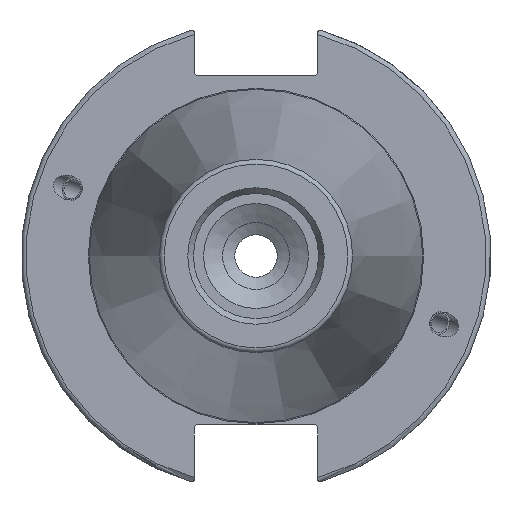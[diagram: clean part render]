
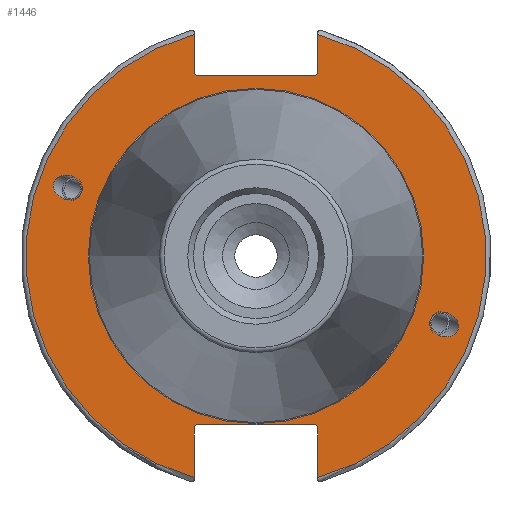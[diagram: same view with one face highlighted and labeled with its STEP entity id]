
A CAD part, left-side view. The second image highlights one B-rep face of the part: STEP entity #1446.
In plain terms, the highlighted planar face has unit normal (-1, 0, 0).
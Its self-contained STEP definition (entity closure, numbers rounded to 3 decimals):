
#65=FACE_BOUND('',#284,.T.);
#66=FACE_BOUND('',#285,.T.);
#67=FACE_BOUND('',#286,.T.);
#83=PLANE('',#1612);
#119=ELLIPSE('',#1568,3.052,2.5);
#120=ELLIPSE('',#1602,3.052,2.5);
#188=FACE_OUTER_BOUND('',#283,.T.);
#283=EDGE_LOOP('',(#1149,#1150,#1151,#1152,#1153,#1154,#1155,#1156,#1157,
#1158,#1159,#1160));
#284=EDGE_LOOP('',(#1161));
#285=EDGE_LOOP('',(#1162));
#286=EDGE_LOOP('',(#1163));
#380=LINE('',#2495,#473);
#381=LINE('',#2497,#474);
#382=LINE('',#2499,#475);
#383=LINE('',#2501,#476);
#384=LINE('',#2503,#477);
#385=LINE('',#2507,#478);
#386=LINE('',#2509,#479);
#387=LINE('',#2511,#480);
#388=LINE('',#2513,#481);
#389=LINE('',#2514,#482);
#473=VECTOR('',#1930,10.);
#474=VECTOR('',#1931,10.);
#475=VECTOR('',#1932,10.);
#476=VECTOR('',#1933,10.);
#477=VECTOR('',#1934,10.);
#478=VECTOR('',#1937,10.);
#479=VECTOR('',#1938,10.);
#480=VECTOR('',#1939,10.);
#481=VECTOR('',#1940,10.);
#482=VECTOR('',#1941,10.);
#570=CIRCLE('',#1610,35.125);
#572=CIRCLE('',#1613,48.213);
#573=CIRCLE('',#1614,48.213);
#638=VERTEX_POINT('',#2233);
#681=VERTEX_POINT('',#2471);
#686=VERTEX_POINT('',#2486);
#687=VERTEX_POINT('',#2491);
#688=VERTEX_POINT('',#2492);
#689=VERTEX_POINT('',#2494);
#690=VERTEX_POINT('',#2496);
#691=VERTEX_POINT('',#2498);
#692=VERTEX_POINT('',#2500);
#693=VERTEX_POINT('',#2502);
#694=VERTEX_POINT('',#2504);
#695=VERTEX_POINT('',#2506);
#696=VERTEX_POINT('',#2508);
#697=VERTEX_POINT('',#2510);
#698=VERTEX_POINT('',#2512);
#796=EDGE_CURVE('',#638,#638,#119,.T.);
#851=EDGE_CURVE('',#681,#681,#120,.T.);
#858=EDGE_CURVE('',#686,#686,#570,.T.);
#860=EDGE_CURVE('',#687,#688,#572,.T.);
#861=EDGE_CURVE('',#687,#689,#380,.T.);
#862=EDGE_CURVE('',#690,#689,#381,.T.);
#863=EDGE_CURVE('',#690,#691,#382,.T.);
#864=EDGE_CURVE('',#692,#691,#383,.T.);
#865=EDGE_CURVE('',#692,#693,#384,.T.);
#866=EDGE_CURVE('',#694,#693,#573,.T.);
#867=EDGE_CURVE('',#694,#695,#385,.T.);
#868=EDGE_CURVE('',#696,#695,#386,.T.);
#869=EDGE_CURVE('',#696,#697,#387,.T.);
#870=EDGE_CURVE('',#698,#697,#388,.T.);
#871=EDGE_CURVE('',#698,#688,#389,.T.);
#1149=ORIENTED_EDGE('',*,*,#860,.F.);
#1150=ORIENTED_EDGE('',*,*,#861,.T.);
#1151=ORIENTED_EDGE('',*,*,#862,.F.);
#1152=ORIENTED_EDGE('',*,*,#863,.T.);
#1153=ORIENTED_EDGE('',*,*,#864,.F.);
#1154=ORIENTED_EDGE('',*,*,#865,.T.);
#1155=ORIENTED_EDGE('',*,*,#866,.F.);
#1156=ORIENTED_EDGE('',*,*,#867,.T.);
#1157=ORIENTED_EDGE('',*,*,#868,.F.);
#1158=ORIENTED_EDGE('',*,*,#869,.T.);
#1159=ORIENTED_EDGE('',*,*,#870,.F.);
#1160=ORIENTED_EDGE('',*,*,#871,.T.);
#1161=ORIENTED_EDGE('',*,*,#796,.T.);
#1162=ORIENTED_EDGE('',*,*,#851,.T.);
#1163=ORIENTED_EDGE('',*,*,#858,.F.);
#1446=ADVANCED_FACE('',(#188,#65,#66,#67),#83,.T.);
#1568=AXIS2_PLACEMENT_3D('',#2235,#1817,#1818);
#1602=AXIS2_PLACEMENT_3D('',#2473,#1904,#1905);
#1610=AXIS2_PLACEMENT_3D('',#2488,#1922,#1923);
#1612=AXIS2_PLACEMENT_3D('',#2490,#1926,#1927);
#1613=AXIS2_PLACEMENT_3D('',#2493,#1928,#1929);
#1614=AXIS2_PLACEMENT_3D('',#2505,#1935,#1936);
#1817=DIRECTION('center_axis',(1.,0.,0.));
#1818=DIRECTION('ref_axis',(0.,-0.94,-0.342));
#1904=DIRECTION('center_axis',(1.,0.,0.));
#1905=DIRECTION('ref_axis',(0.,0.94,0.342));
#1922=DIRECTION('center_axis',(-1.,0.,0.));
#1923=DIRECTION('ref_axis',(0.,-1.,0.));
#1926=DIRECTION('center_axis',(-1.,0.,0.));
#1927=DIRECTION('ref_axis',(0.,0.,1.));
#1928=DIRECTION('center_axis',(1.,0.,0.));
#1929=DIRECTION('ref_axis',(0.,-1.,0.));
#1930=DIRECTION('',(0.,0.,-1.));
#1931=DIRECTION('',(0.,-0.707,0.707));
#1932=DIRECTION('',(0.,1.,0.));
#1933=DIRECTION('',(0.,-0.707,-0.707));
#1934=DIRECTION('',(0.,0.,1.));
#1935=DIRECTION('center_axis',(1.,0.,0.));
#1936=DIRECTION('ref_axis',(0.,1.,0.));
#1937=DIRECTION('',(0.,0.,1.));
#1938=DIRECTION('',(0.,0.707,-0.707));
#1939=DIRECTION('',(0.,-1.,0.));
#1940=DIRECTION('',(0.,0.707,0.707));
#1941=DIRECTION('',(0.,0.,-1.));
#2233=CARTESIAN_POINT('',(3.175,-36.599,-13.321));
#2235=CARTESIAN_POINT('Origin',(3.175,-39.467,-14.365));
#2471=CARTESIAN_POINT('',(3.175,36.599,13.321));
#2473=CARTESIAN_POINT('Origin',(3.175,39.467,14.365));
#2486=CARTESIAN_POINT('',(3.175,0.,35.125));
#2488=CARTESIAN_POINT('Origin',(3.175,0.,0.));
#2490=CARTESIAN_POINT('Origin',(3.175,49.213,0.));
#2491=CARTESIAN_POINT('',(3.175,-12.95,46.441));
#2492=CARTESIAN_POINT('',(3.175,-12.95,-46.441));
#2493=CARTESIAN_POINT('Origin',(3.175,0.,0.));
#2494=CARTESIAN_POINT('',(3.175,-12.95,38.219));
#2495=CARTESIAN_POINT('',(3.175,-12.95,18.86));
#2496=CARTESIAN_POINT('',(3.175,-12.45,37.719));
#2497=CARTESIAN_POINT('',(3.175,12.27,12.999));
#2498=CARTESIAN_POINT('',(3.175,12.45,37.719));
#2499=CARTESIAN_POINT('',(3.175,24.606,37.719));
#2500=CARTESIAN_POINT('',(3.175,12.95,38.219));
#2501=CARTESIAN_POINT('',(3.175,12.336,37.605));
#2502=CARTESIAN_POINT('',(3.175,12.95,46.441));
#2503=CARTESIAN_POINT('',(3.175,12.95,18.86));
#2504=CARTESIAN_POINT('',(3.175,12.95,-46.441));
#2505=CARTESIAN_POINT('Origin',(3.175,0.,0.));
#2506=CARTESIAN_POINT('',(3.175,12.95,-35.806));
#2507=CARTESIAN_POINT('',(3.175,12.95,-17.653));
#2508=CARTESIAN_POINT('',(3.175,12.45,-35.306));
#2509=CARTESIAN_POINT('',(3.175,12.939,-35.795));
#2510=CARTESIAN_POINT('',(3.175,-12.45,-35.306));
#2511=CARTESIAN_POINT('',(3.175,24.606,-35.306));
#2512=CARTESIAN_POINT('',(3.175,-12.95,-35.806));
#2513=CARTESIAN_POINT('',(3.175,11.667,-11.189));
#2514=CARTESIAN_POINT('',(3.175,-12.95,-17.653));
